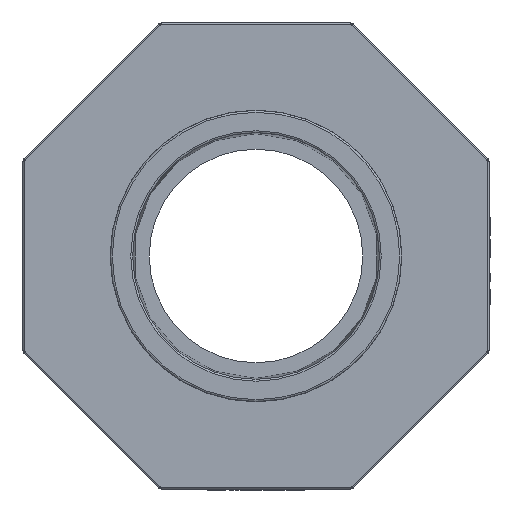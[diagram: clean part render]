
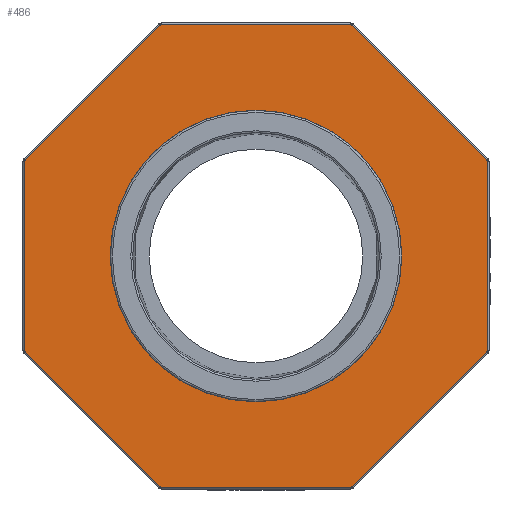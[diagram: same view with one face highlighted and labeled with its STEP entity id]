
A CAD part, front view. The second image highlights one B-rep face of the part: STEP entity #486.
In plain terms, the highlighted planar face has unit normal (0, -1, 0).
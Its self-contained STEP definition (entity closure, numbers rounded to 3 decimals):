
#401=CIRCLE('',#4401,37.55);
#402=CIRCLE('',#4403,0.5);
#403=CIRCLE('',#4404,0.5);
#404=CIRCLE('',#4405,0.5);
#405=CIRCLE('',#4406,0.5);
#406=CIRCLE('',#4407,0.5);
#407=CIRCLE('',#4408,0.5);
#408=CIRCLE('',#4409,0.5);
#409=CIRCLE('',#4410,0.5);
#486=ADVANCED_FACE('',(#1406,#1407),#736,.T.);
#736=PLANE('',#4411);
#909=LINE('',#7509,#1123);
#910=LINE('',#7514,#1124);
#911=LINE('',#7518,#1125);
#912=LINE('',#7522,#1126);
#913=LINE('',#7526,#1127);
#914=LINE('',#7530,#1128);
#915=LINE('',#7534,#1129);
#916=LINE('',#7538,#1130);
#1123=VECTOR('',#4770,1.);
#1124=VECTOR('',#4773,1.);
#1125=VECTOR('',#4776,1.);
#1126=VECTOR('',#4779,1.);
#1127=VECTOR('',#4782,1.);
#1128=VECTOR('',#4785,1.);
#1129=VECTOR('',#4788,1.);
#1130=VECTOR('',#4791,1.);
#1406=FACE_BOUND('',#1483,.T.);
#1407=FACE_BOUND('',#1484,.T.);
#1483=EDGE_LOOP('',(#1945,#1946,#1947,#1948,#1949,#1950,#1951,#1952,#1953,
#1954,#1955,#1956,#1957,#1958,#1959,#1960));
#1484=EDGE_LOOP('',(#1961));
#1945=ORIENTED_EDGE('',*,*,#3575,.T.);
#1946=ORIENTED_EDGE('',*,*,#3576,.T.);
#1947=ORIENTED_EDGE('',*,*,#3577,.T.);
#1948=ORIENTED_EDGE('',*,*,#3578,.T.);
#1949=ORIENTED_EDGE('',*,*,#3579,.T.);
#1950=ORIENTED_EDGE('',*,*,#3580,.T.);
#1951=ORIENTED_EDGE('',*,*,#3581,.T.);
#1952=ORIENTED_EDGE('',*,*,#3582,.T.);
#1953=ORIENTED_EDGE('',*,*,#3583,.T.);
#1954=ORIENTED_EDGE('',*,*,#3584,.T.);
#1955=ORIENTED_EDGE('',*,*,#3585,.T.);
#1956=ORIENTED_EDGE('',*,*,#3586,.T.);
#1957=ORIENTED_EDGE('',*,*,#3587,.T.);
#1958=ORIENTED_EDGE('',*,*,#3588,.T.);
#1959=ORIENTED_EDGE('',*,*,#3589,.T.);
#1960=ORIENTED_EDGE('',*,*,#3590,.T.);
#1961=ORIENTED_EDGE('',*,*,#3574,.F.);
#3166=VERTEX_POINT('',#7507);
#3167=VERTEX_POINT('',#7510);
#3168=VERTEX_POINT('',#7511);
#3169=VERTEX_POINT('',#7513);
#3170=VERTEX_POINT('',#7515);
#3171=VERTEX_POINT('',#7517);
#3172=VERTEX_POINT('',#7519);
#3173=VERTEX_POINT('',#7521);
#3174=VERTEX_POINT('',#7523);
#3175=VERTEX_POINT('',#7525);
#3176=VERTEX_POINT('',#7527);
#3177=VERTEX_POINT('',#7529);
#3178=VERTEX_POINT('',#7531);
#3179=VERTEX_POINT('',#7533);
#3180=VERTEX_POINT('',#7535);
#3181=VERTEX_POINT('',#7537);
#3182=VERTEX_POINT('',#7539);
#3574=EDGE_CURVE('',#3166,#3166,#401,.T.);
#3575=EDGE_CURVE('',#3167,#3168,#909,.T.);
#3576=EDGE_CURVE('',#3168,#3169,#402,.T.);
#3577=EDGE_CURVE('',#3169,#3170,#910,.T.);
#3578=EDGE_CURVE('',#3170,#3171,#403,.T.);
#3579=EDGE_CURVE('',#3171,#3172,#911,.T.);
#3580=EDGE_CURVE('',#3172,#3173,#404,.T.);
#3581=EDGE_CURVE('',#3173,#3174,#912,.T.);
#3582=EDGE_CURVE('',#3174,#3175,#405,.T.);
#3583=EDGE_CURVE('',#3175,#3176,#913,.T.);
#3584=EDGE_CURVE('',#3176,#3177,#406,.T.);
#3585=EDGE_CURVE('',#3177,#3178,#914,.T.);
#3586=EDGE_CURVE('',#3178,#3179,#407,.T.);
#3587=EDGE_CURVE('',#3179,#3180,#915,.T.);
#3588=EDGE_CURVE('',#3180,#3181,#408,.T.);
#3589=EDGE_CURVE('',#3181,#3182,#916,.T.);
#3590=EDGE_CURVE('',#3182,#3167,#409,.T.);
#4401=AXIS2_PLACEMENT_3D('',#7506,#4766,#4767);
#4403=AXIS2_PLACEMENT_3D('',#7512,#4771,#4772);
#4404=AXIS2_PLACEMENT_3D('',#7516,#4774,#4775);
#4405=AXIS2_PLACEMENT_3D('',#7520,#4777,#4778);
#4406=AXIS2_PLACEMENT_3D('',#7524,#4780,#4781);
#4407=AXIS2_PLACEMENT_3D('',#7528,#4783,#4784);
#4408=AXIS2_PLACEMENT_3D('',#7532,#4786,#4787);
#4409=AXIS2_PLACEMENT_3D('',#7536,#4789,#4790);
#4410=AXIS2_PLACEMENT_3D('',#7540,#4792,#4793);
#4411=AXIS2_PLACEMENT_3D('',#7541,#4794,#4795);
#4766=DIRECTION('',(0.,-1.,0.));
#4767=DIRECTION('',(0.,0.,-1.));
#4770=DIRECTION('',(-0.707,0.,-0.707));
#4771=DIRECTION('',(0.,-1.,0.));
#4772=DIRECTION('',(0.,0.,-1.));
#4773=DIRECTION('',(0.,0.,-1.));
#4774=DIRECTION('',(0.,-1.,0.));
#4775=DIRECTION('',(0.,0.,-1.));
#4776=DIRECTION('',(0.707,0.,-0.707));
#4777=DIRECTION('',(0.,-1.,0.));
#4778=DIRECTION('',(0.,0.,-1.));
#4779=DIRECTION('',(1.,0.,0.));
#4780=DIRECTION('',(0.,-1.,0.));
#4781=DIRECTION('',(0.,0.,-1.));
#4782=DIRECTION('',(0.707,0.,0.707));
#4783=DIRECTION('',(0.,-1.,0.));
#4784=DIRECTION('',(0.,0.,-1.));
#4785=DIRECTION('',(0.,0.,1.));
#4786=DIRECTION('',(0.,-1.,0.));
#4787=DIRECTION('',(0.,0.,-1.));
#4788=DIRECTION('',(-0.707,0.,0.707));
#4789=DIRECTION('',(0.,-1.,0.));
#4790=DIRECTION('',(0.,0.,-1.));
#4791=DIRECTION('',(-1.,0.,0.));
#4792=DIRECTION('',(0.,-1.,0.));
#4793=DIRECTION('',(0.,0.,-1.));
#4794=DIRECTION('',(0.,-1.,0.));
#4795=DIRECTION('',(0.,0.,-1.));
#7506=CARTESIAN_POINT('',(62461.901,1656.205,0.));
#7507=CARTESIAN_POINT('',(62461.901,1656.205,-37.55));
#7509=CARTESIAN_POINT('',(62401.053,1656.205,23.298));
#7510=CARTESIAN_POINT('',(62437.109,1656.205,59.354));
#7511=CARTESIAN_POINT('',(62402.547,1656.205,24.792));
#7512=CARTESIAN_POINT('',(62402.901,1656.205,24.439));
#7513=CARTESIAN_POINT('',(62402.401,1656.205,24.439));
#7514=CARTESIAN_POINT('',(62402.401,1656.205,0.));
#7515=CARTESIAN_POINT('',(62402.401,1656.205,-24.439));
#7516=CARTESIAN_POINT('',(62402.901,1656.205,-24.439));
#7517=CARTESIAN_POINT('',(62402.547,1656.205,-24.792));
#7518=CARTESIAN_POINT('',(62401.053,1656.205,-23.298));
#7519=CARTESIAN_POINT('',(62437.109,1656.205,-59.354));
#7520=CARTESIAN_POINT('',(62437.462,1656.205,-59.));
#7521=CARTESIAN_POINT('',(62437.462,1656.205,-59.5));
#7522=CARTESIAN_POINT('',(62424.351,1656.205,-59.5));
#7523=CARTESIAN_POINT('',(62486.34,1656.205,-59.5));
#7524=CARTESIAN_POINT('',(62486.34,1656.205,-59.));
#7525=CARTESIAN_POINT('',(62486.693,1656.205,-59.354));
#7526=CARTESIAN_POINT('',(62485.199,1656.205,-60.848));
#7527=CARTESIAN_POINT('',(62521.255,1656.205,-24.792));
#7528=CARTESIAN_POINT('',(62520.901,1656.205,-24.439));
#7529=CARTESIAN_POINT('',(62521.401,1656.205,-24.439));
#7530=CARTESIAN_POINT('',(62521.401,1656.205,0.));
#7531=CARTESIAN_POINT('',(62521.401,1656.205,24.439));
#7532=CARTESIAN_POINT('',(62520.901,1656.205,24.439));
#7533=CARTESIAN_POINT('',(62521.255,1656.205,24.792));
#7534=CARTESIAN_POINT('',(62485.199,1656.205,60.848));
#7535=CARTESIAN_POINT('',(62486.693,1656.205,59.354));
#7536=CARTESIAN_POINT('',(62486.34,1656.205,59.));
#7537=CARTESIAN_POINT('',(62486.34,1656.205,59.5));
#7538=CARTESIAN_POINT('',(62424.351,1656.205,59.5));
#7539=CARTESIAN_POINT('',(62437.462,1656.205,59.5));
#7540=CARTESIAN_POINT('',(62437.462,1656.205,59.));
#7541=CARTESIAN_POINT('',(62424.351,1656.205,0.));
